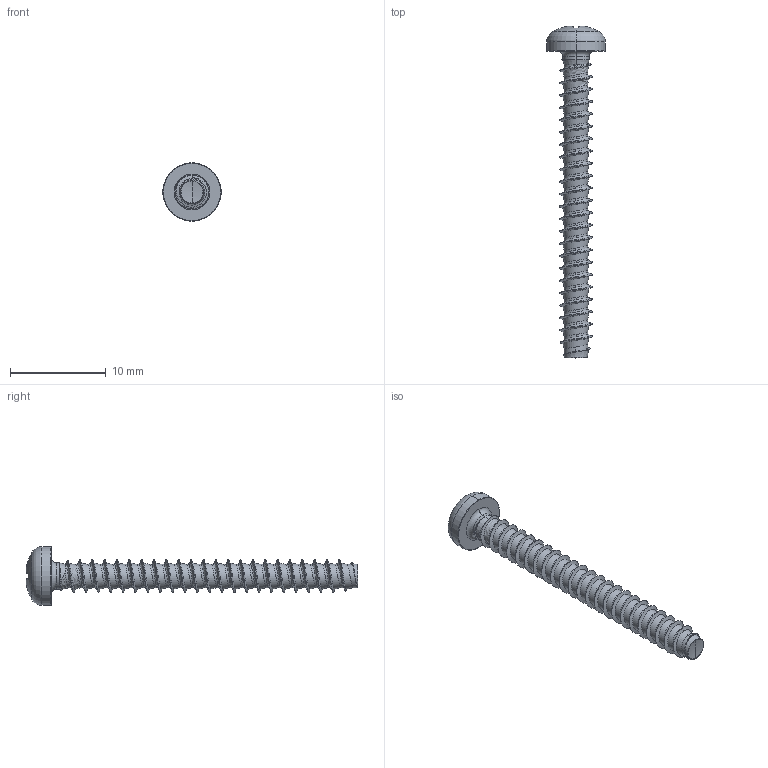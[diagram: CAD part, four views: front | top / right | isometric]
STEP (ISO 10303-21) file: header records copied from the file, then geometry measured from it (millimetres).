
FILE_DESCRIPTION (( 'STEP AP203' ), '1' );
FILE_NAME ('STP320350320.STEP', '2020-09-03T17:46:21', ( '' ), ( '' ), 'SwSTEP 2.0', 'SolidWorks 2015', '' );
FILE_SCHEMA (( 'CONFIG_CONTROL_DESIGN' ));
Products named in the file (2): STP320350320
Bounding box: 6.1 x 34.65 x 6.1 mm (x, y, z)
Volume: 236.4 mm3; surface area: 514.4 mm2
Topology: 1 solids, 1 shells, 212 faces, 505 edges, 295 vertices
Faces by surface type: cylinder 74, bspline 51, torus 28, sphere 28, plane 22, cone 9
Entity records: 36107 total; most frequent: CARTESIAN_POINT 31609, ORIENTED_EDGE 1006, DIRECTION 813, EDGE_CURVE 503, AXIS2_PLACEMENT_3D 353, VERTEX_POINT 295, EDGE_LOOP 214, ADVANCED_FACE 212
